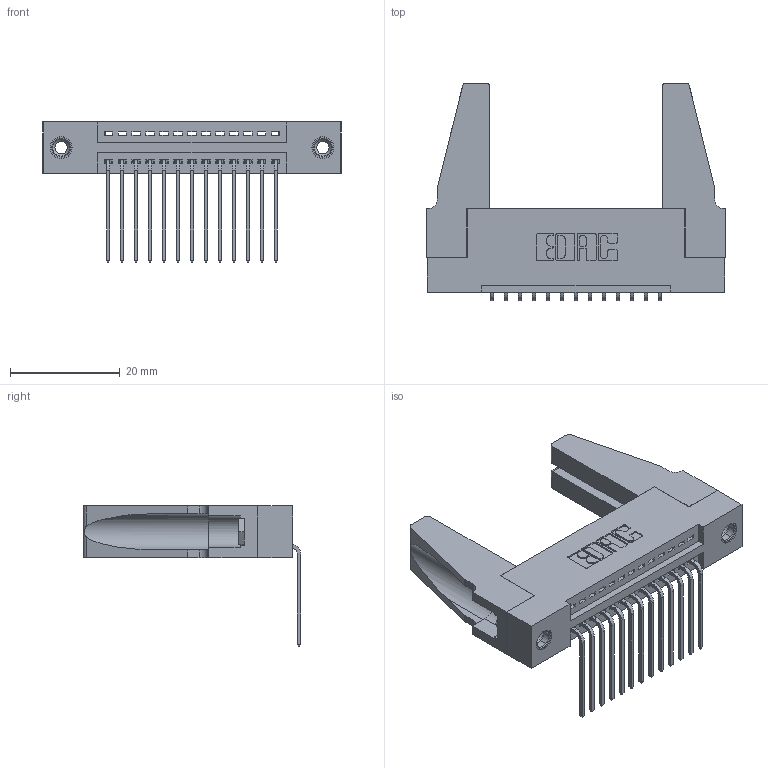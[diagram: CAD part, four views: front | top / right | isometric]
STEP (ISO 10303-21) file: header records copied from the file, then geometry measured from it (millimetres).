
FILE_DESCRIPTION (( 'STEP AP203' ), '1' );
FILE_NAME ('395-013-559-188.STEP', '2019-10-16T03:33:02', ( '' ), ( '' ), 'SwSTEP 2.0', 'SolidWorks 2016', '' );
FILE_SCHEMA (( 'CONFIG_CONTROL_DESIGN' ));
Length unit declared in the file: inch
Products named in the file (5): 345-250-001_345-250-001-102; 395-013-559-188; 345-292-001_558 559 Tail - 1; 345 Part_Flush Mounting Lugs - 0.156 Dia-TH; 345-220-078_345-220-088
Assembly tree (18 placements, depth 2):
  395-013-559-188
    345 Part_Flush Mounting Lugs - 0.156 Dia-TH
    345-292-001_558 559 Tail - 1  x13
    345-250-001_345-250-001-102  x2
    345-220-078_345-220-088  x2
Bounding box: 54.25 x 39.61 x 25.53 mm (x, y, z)
Volume: 8211.4 mm3; surface area: 9579.6 mm2
Topology: 18 solids, 18 shells, 1030 faces, 3021 edges, 1986 vertices
Faces by surface type: plane 698, cylinder 316, cone 12, torus 4
Entity records: 15920 total; most frequent: CARTESIAN_POINT 2749, ORIENTED_EDGE 2656, DIRECTION 2450, EDGE_CURVE 1328, LINE 1102, VECTOR 1102, VERTEX_POINT 878, AXIS2_PLACEMENT_3D 674
